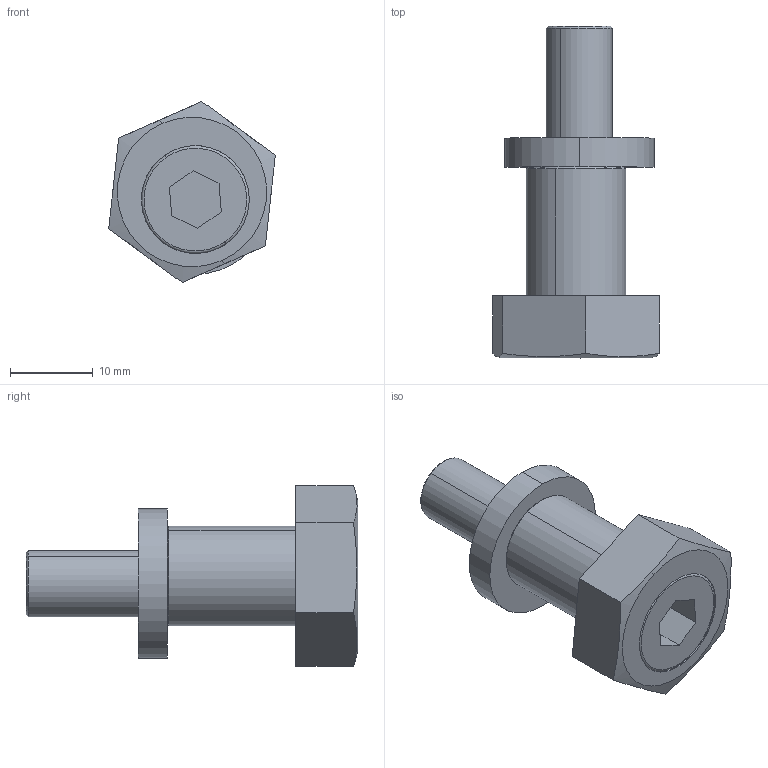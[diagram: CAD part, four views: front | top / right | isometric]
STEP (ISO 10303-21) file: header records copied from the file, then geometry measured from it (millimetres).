
FILE_DESCRIPTION (( 'STEP AP203' ), '1' );
FILE_NAME ('84-010- 0.STEP', '2022-02-28T15:56:01', ( '' ), ( '' ), 'SwSTEP 2.0', 'SolidWorks 2021', '' );
FILE_SCHEMA (( 'CONFIG_CONTROL_DESIGN' ));
Length unit declared in the file: millimetre
Products named in the file (4): 84-010- 0; 084.301.000 VITI ALUSIC_084.301.013^84-010- 0; 084.529.004^84-010- 0; 8012^84-010- 0
Assembly tree (3 placements, depth 2):
  84-010- 0
    084.529.004^84-010- 0
    8012^84-010- 0
    084.301.000 VITI ALUSIC_084.301.013^84-010- 0
Bounding box: 20.08 x 40 x 21.81 mm (x, y, z)
Volume: 5476.8 mm3; surface area: 4370.2 mm2
Topology: 3 solids, 3 shells, 44 faces, 96 edges, 62 vertices
Faces by surface type: plane 22, cylinder 14, cone 6, torus 2
Entity records: 1624 total; most frequent: DIRECTION 226, CARTESIAN_POINT 224, ORIENTED_EDGE 192, EDGE_CURVE 96, AXIS2_PLACEMENT_3D 88, VERTEX_POINT 62, EDGE_LOOP 52, VECTOR 50
